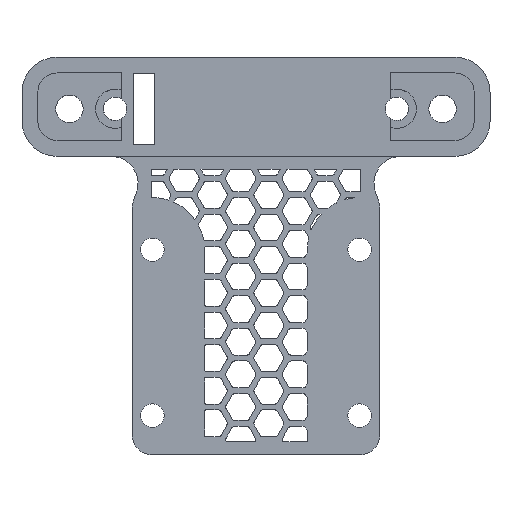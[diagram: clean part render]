
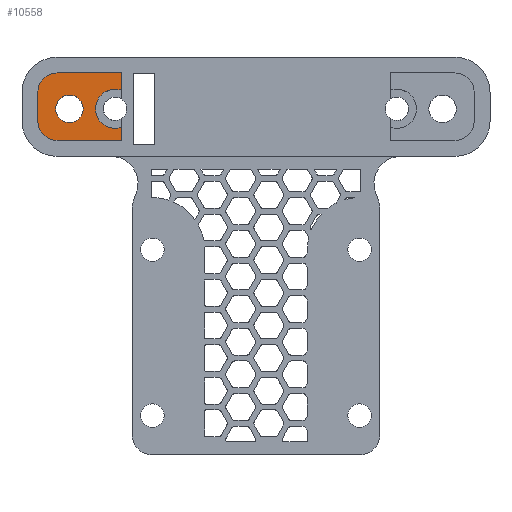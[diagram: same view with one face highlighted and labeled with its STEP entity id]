
A CAD part, top view. The second image highlights one B-rep face of the part: STEP entity #10558.
In plain terms, the highlighted planar face has unit normal (0, 0, 1).
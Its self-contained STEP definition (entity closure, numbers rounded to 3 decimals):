
#22=FACE_BOUND('',#1003,.T.);
#141=PLANE('',#11166);
#450=FACE_OUTER_BOUND('',#1002,.T.);
#1002=EDGE_LOOP('',(#7232,#7233,#7234,#7235,#7236,#7237,#7238,#7239,#7240,
#7241));
#1003=EDGE_LOOP('',(#7242));
#1661=LINE('',#15492,#2776);
#1694=LINE('',#15589,#2809);
#1696=LINE('',#15593,#2811);
#1700=LINE('',#15604,#2815);
#1703=LINE('',#15612,#2818);
#1706=LINE('',#15619,#2821);
#2776=VECTOR('',#12263,10.);
#2809=VECTOR('',#12344,10.);
#2811=VECTOR('',#12348,10.);
#2815=VECTOR('',#12360,10.);
#2818=VECTOR('',#12369,10.);
#2821=VECTOR('',#12378,10.);
#3852=CIRCLE('',#11090,2.1);
#3896=CIRCLE('',#11152,3.);
#3897=CIRCLE('',#11158,2.94);
#3898=CIRCLE('',#11161,6.585);
#3899=CIRCLE('',#11164,2.94);
#4354=VERTEX_POINT('',#15350);
#4413=VERTEX_POINT('',#15489);
#4414=VERTEX_POINT('',#15491);
#4453=VERTEX_POINT('',#15581);
#4454=VERTEX_POINT('',#15587);
#4455=VERTEX_POINT('',#15591);
#4457=VERTEX_POINT('',#15599);
#4458=VERTEX_POINT('',#15603);
#4459=VERTEX_POINT('',#15607);
#4460=VERTEX_POINT('',#15611);
#4461=VERTEX_POINT('',#15615);
#5431=EDGE_CURVE('',#4354,#4354,#3852,.T.);
#5501=EDGE_CURVE('',#4414,#4413,#1661,.T.);
#5545=EDGE_CURVE('',#4413,#4453,#3896,.T.);
#5548=EDGE_CURVE('',#4453,#4454,#1694,.T.);
#5550=EDGE_CURVE('',#4455,#4454,#1696,.T.);
#5553=EDGE_CURVE('',#4457,#4455,#3897,.T.);
#5555=EDGE_CURVE('',#4414,#4458,#1700,.T.);
#5557=EDGE_CURVE('',#4458,#4459,#3898,.T.);
#5559=EDGE_CURVE('',#4459,#4460,#1703,.T.);
#5561=EDGE_CURVE('',#4460,#4461,#3899,.T.);
#5563=EDGE_CURVE('',#4461,#4457,#1706,.T.);
#7232=ORIENTED_EDGE('',*,*,#5545,.T.);
#7233=ORIENTED_EDGE('',*,*,#5548,.T.);
#7234=ORIENTED_EDGE('',*,*,#5550,.F.);
#7235=ORIENTED_EDGE('',*,*,#5553,.F.);
#7236=ORIENTED_EDGE('',*,*,#5563,.F.);
#7237=ORIENTED_EDGE('',*,*,#5561,.F.);
#7238=ORIENTED_EDGE('',*,*,#5559,.F.);
#7239=ORIENTED_EDGE('',*,*,#5557,.F.);
#7240=ORIENTED_EDGE('',*,*,#5555,.F.);
#7241=ORIENTED_EDGE('',*,*,#5501,.T.);
#7242=ORIENTED_EDGE('',*,*,#5431,.T.);
#10558=ADVANCED_FACE('',(#450,#22),#141,.T.);
#11090=AXIS2_PLACEMENT_3D('',#15352,#12142,#12143);
#11152=AXIS2_PLACEMENT_3D('',#15583,#12336,#12337);
#11158=AXIS2_PLACEMENT_3D('',#15600,#12355,#12356);
#11161=AXIS2_PLACEMENT_3D('',#15608,#12364,#12365);
#11164=AXIS2_PLACEMENT_3D('',#15616,#12373,#12374);
#11166=AXIS2_PLACEMENT_3D('',#15620,#12379,#12380);
#12142=DIRECTION('center_axis',(0.,0.,
-1.));
#12143=DIRECTION('ref_axis',(1.,0.,0.));
#12263=DIRECTION('',(0.,1.,0.));
#12336=DIRECTION('center_axis',(0.,0.,
-1.));
#12337=DIRECTION('ref_axis',(-1.,0.,0.));
#12344=DIRECTION('',(0.,1.,0.));
#12348=DIRECTION('',(1.,0.,0.));
#12355=DIRECTION('center_axis',(0.,0.,
-1.));
#12356=DIRECTION('ref_axis',(0.,1.,0.));
#12360=DIRECTION('',(-1.,0.,0.));
#12364=DIRECTION('center_axis',(0.,0.,
1.));
#12365=DIRECTION('ref_axis',(0.005,1.,0.));
#12369=DIRECTION('',(-1.,0.,0.));
#12373=DIRECTION('center_axis',(0.,0.,
-1.));
#12374=DIRECTION('ref_axis',(-1.,0.,0.));
#12378=DIRECTION('',(0.,1.,0.));
#12379=DIRECTION('center_axis',(0.,0.,
1.));
#12380=DIRECTION('ref_axis',(1.,0.,0.));
#15350=CARTESIAN_POINT('',(-30.675,28.565,11.8));
#15352=CARTESIAN_POINT('Origin',(-28.575,28.565,11.8));
#15489=CARTESIAN_POINT('',(-20.645,25.728,11.8));
#15491=CARTESIAN_POINT('',(-20.645,23.73,11.8));
#15492=CARTESIAN_POINT('',(-20.645,31.474,11.8));
#15581=CARTESIAN_POINT('',(-20.645,31.422,11.8));
#15583=CARTESIAN_POINT('Origin',(-21.59,28.575,11.8));
#15587=CARTESIAN_POINT('',(-20.645,34.055,11.8));
#15589=CARTESIAN_POINT('',(-20.645,31.474,11.8));
#15591=CARTESIAN_POINT('',(-30.48,34.055,11.8));
#15593=CARTESIAN_POINT('',(-9.407,34.055,11.8));
#15599=CARTESIAN_POINT('',(-33.42,31.115,11.8));
#15600=CARTESIAN_POINT('Origin',(-30.48,31.115,11.8));
#15603=CARTESIAN_POINT('',(-22.195,23.73,11.8));
#15604=CARTESIAN_POINT('',(-11.098,23.73,11.8));
#15607=CARTESIAN_POINT('',(-22.225,23.73,11.8));
#15608=CARTESIAN_POINT('Origin',(-22.225,17.145,11.8));
#15611=CARTESIAN_POINT('',(-30.48,23.73,11.8));
#15612=CARTESIAN_POINT('',(-15.24,23.73,11.8));
#15615=CARTESIAN_POINT('',(-33.42,26.67,11.8));
#15616=CARTESIAN_POINT('Origin',(-30.48,26.67,11.8));
#15619=CARTESIAN_POINT('',(-33.42,30.004,11.8));
#15620=CARTESIAN_POINT('Origin',(0.,28.892,
11.8));
